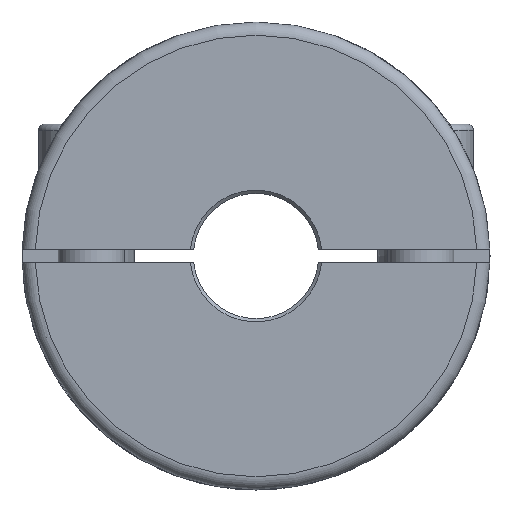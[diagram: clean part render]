
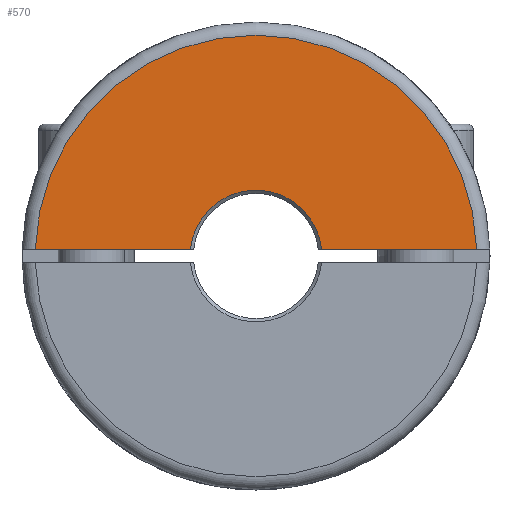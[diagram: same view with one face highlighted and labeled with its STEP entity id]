
A CAD part, left-side view. The second image highlights one B-rep face of the part: STEP entity #570.
In plain terms, the highlighted planar face has unit normal (-1, 0, 0).
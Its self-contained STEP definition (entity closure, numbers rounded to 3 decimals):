
#570 = ADVANCED_FACE( '', ( #1259 ), #1260, .T. );
#1259 = FACE_OUTER_BOUND( '', #1984, .T. );
#1260 = PLANE( '', #1985 );
#1984 = EDGE_LOOP( '', ( #3381, #3382, #3383, #3384 ) );
#1985 = AXIS2_PLACEMENT_3D( '', #3385, #3386, #3387 );
#3381 = ORIENTED_EDGE( '', *, *, #3807, .T. );
#3382 = ORIENTED_EDGE( '', *, *, #4100, .T. );
#3383 = ORIENTED_EDGE( '', *, *, #3863, .T. );
#3384 = ORIENTED_EDGE( '', *, *, #3690, .T. );
#3385 = CARTESIAN_POINT( '', ( 0., 0., 7.5 ) );
#3386 = DIRECTION( '', ( -1., 0., 0. ) );
#3387 = DIRECTION( '', ( 0., 0., 1. ) );
#3690 = EDGE_CURVE( '', #4317, #4318, #4319, .T. );
#3807 = EDGE_CURVE( '', #4318, #4504, #4506, .T. );
#3863 = EDGE_CURVE( '', #4589, #4317, #4590, .T. );
#4100 = EDGE_CURVE( '', #4504, #4589, #4901, .F. );
#4317 = VERTEX_POINT( '', #5363 );
#4318 = VERTEX_POINT( '', #5364 );
#4319 = CIRCLE( '', #5365, 33.5 );
#4504 = VERTEX_POINT( '', #5845 );
#4506 = LINE( '', #5850, #5851 );
#4589 = VERTEX_POINT( '', #6053 );
#4590 = LINE( '', #6054, #6055 );
#4901 = CIRCLE( '', #6700, 10. );
#5363 = CARTESIAN_POINT( '', ( 0., -33.485, 1. ) );
#5364 = CARTESIAN_POINT( '', ( 0., 33.485, 1. ) );
#5365 = AXIS2_PLACEMENT_3D( '', #6873, #6874, #6875 );
#5845 = CARTESIAN_POINT( '', ( 0., 9.95, 1. ) );
#5850 = CARTESIAN_POINT( '', ( 0., 0., 1. ) );
#5851 = VECTOR( '', #7028, 1000. );
#6053 = CARTESIAN_POINT( '', ( 0., -9.95, 1. ) );
#6054 = CARTESIAN_POINT( '', ( 0., 0., 1. ) );
#6055 = VECTOR( '', #7103, 1000. );
#6700 = AXIS2_PLACEMENT_3D( '', #7370, #7371, #7372 );
#6873 = CARTESIAN_POINT( '', ( 0., 0., 0. ) );
#6874 = DIRECTION( '', ( -1., 0., 0. ) );
#6875 = DIRECTION( '', ( 0., 0., 1. ) );
#7028 = DIRECTION( '', ( 0., -1., 0. ) );
#7103 = DIRECTION( '', ( 0., -1., 0. ) );
#7370 = CARTESIAN_POINT( '', ( 0., 0., 0. ) );
#7371 = DIRECTION( '', ( -1., 0., 0. ) );
#7372 = DIRECTION( '', ( 0., 0., 1. ) );
